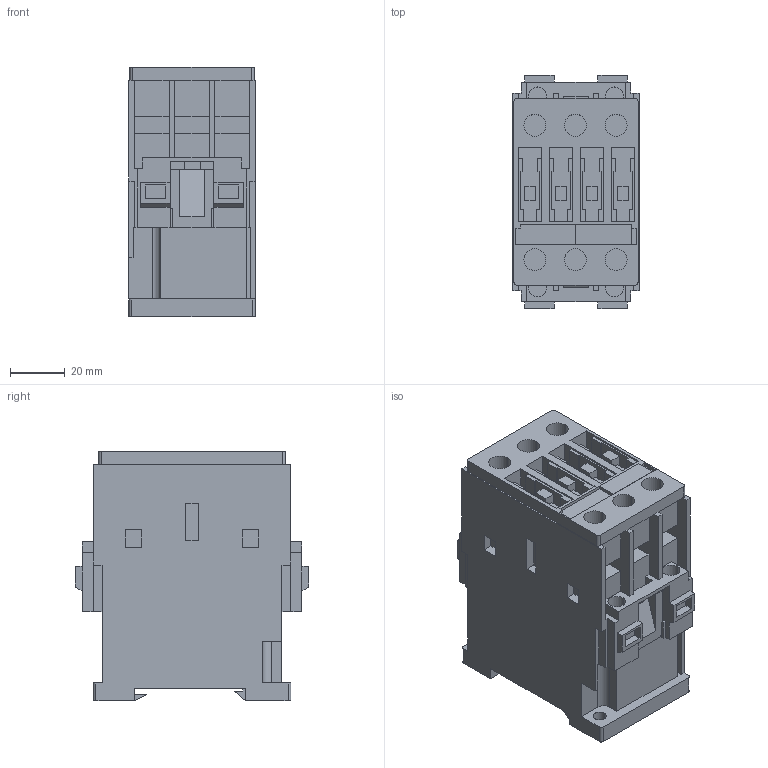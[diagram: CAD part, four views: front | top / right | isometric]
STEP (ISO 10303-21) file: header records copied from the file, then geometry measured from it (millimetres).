
FILE_DESCRIPTION (( 'STEP AP214' ), '1' );
FILE_NAME ('B3RT1023-1AB01.STEP', '2020-11-04T12:10:33', ( '' ), ( '' ), 'SwSTEP 2.0', 'SolidWorks 2017', '' );
FILE_SCHEMA (( 'AUTOMOTIVE_DESIGN' ));
Length unit declared in the file: millimetre
Products named in the file (1): B3RT1023-1AB01
Bounding box: 46 x 85 x 91 mm (x, y, z)
Volume: 251681.9 mm3; surface area: 45733.5 mm2
Topology: 1 solids, 1 shells, 761 faces, 2098 edges, 1392 vertices
Faces by surface type: plane 605, bspline 89, cylinder 67
Entity records: 26610 total; most frequent: CARTESIAN_POINT 7629, ORIENTED_EDGE 4196, DIRECTION 3400, EDGE_CURVE 2098, VECTOR 1786, LINE 1786, VERTEX_POINT 1392, EDGE_LOOP 822
